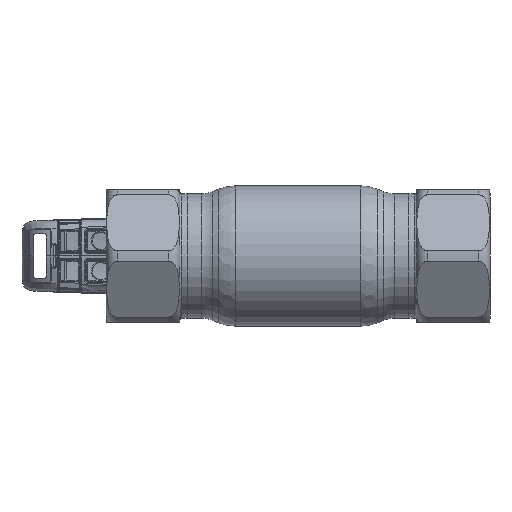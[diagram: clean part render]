
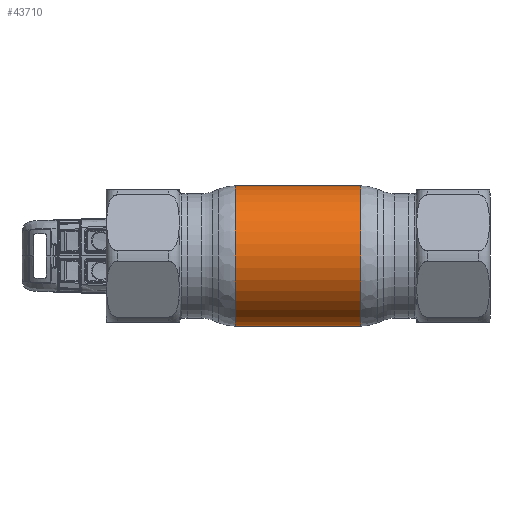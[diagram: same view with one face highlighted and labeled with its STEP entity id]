
A CAD part, front view. The second image highlights one B-rep face of the part: STEP entity #43710.
In plain terms, the highlighted cylindrical face has radius 19 mm (diameter 38 mm), a partial arc.
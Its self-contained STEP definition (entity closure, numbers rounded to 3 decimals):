
#936 = DIRECTION ( 'NONE',  ( -1., 0., 0. ) ) ;
#1963 = CARTESIAN_POINT ( 'NONE',  ( -16.967, 0., -19. ) ) ;
#1988 = CARTESIAN_POINT ( 'NONE',  ( -62.69, 0., 0. ) ) ;
#2854 = EDGE_CURVE ( 'NONE', #59545, #67868, #36674, .T. ) ;
#4760 = CARTESIAN_POINT ( 'NONE',  ( -62.69, 0., -19. ) ) ;
#9576 = DIRECTION ( 'NONE',  ( 0., 0., 1. ) ) ;
#10355 = EDGE_CURVE ( 'NONE', #28317, #34499, #56326, .T. ) ;
#10791 = ORIENTED_EDGE ( 'NONE', *, *, #52274, .F. ) ;
#15369 = DIRECTION ( 'NONE',  ( 0., 0., 1. ) ) ;
#16723 = CYLINDRICAL_SURFACE ( 'NONE', #47314, 19. ) ;
#17063 = DIRECTION ( 'NONE',  ( 0., 0., 1. ) ) ;
#21616 = VECTOR ( 'NONE', #63814, 1000. ) ;
#25691 = DIRECTION ( 'NONE',  ( -1., 0., 0. ) ) ;
#26374 = CARTESIAN_POINT ( 'NONE',  ( -16.967, 0., 0. ) ) ;
#27119 = CARTESIAN_POINT ( 'NONE',  ( 16.967, 0., -19. ) ) ;
#27261 = FACE_OUTER_BOUND ( 'NONE', #40568, .T. ) ;
#28317 = VERTEX_POINT ( 'NONE', #27119 ) ;
#28916 = VECTOR ( 'NONE', #936, 1000. ) ;
#33954 = ORIENTED_EDGE ( 'NONE', *, *, #10355, .T. ) ;
#34499 = VERTEX_POINT ( 'NONE', #65744 ) ;
#36674 = CIRCLE ( 'NONE', #42275, 19. ) ;
#38210 = DIRECTION ( 'NONE',  ( -1., 0., 0. ) ) ;
#40568 = EDGE_LOOP ( 'NONE', ( #10791, #33954, #53030, #46301 ) ) ;
#42275 = AXIS2_PLACEMENT_3D ( 'NONE', #26374, #25691, #9576 ) ;
#42696 = LINE ( 'NONE', #4760, #21616 ) ;
#43710 = ADVANCED_FACE ( 'NONE', ( #27261 ), #16723, .T. ) ;
#46271 = AXIS2_PLACEMENT_3D ( 'NONE', #63574, #63215, #15369 ) ;
#46301 = ORIENTED_EDGE ( 'NONE', *, *, #2854, .F. ) ;
#47269 = CARTESIAN_POINT ( 'NONE',  ( -16.967, 0., 19. ) ) ;
#47314 = AXIS2_PLACEMENT_3D ( 'NONE', #1988, #38210, #17063 ) ;
#49064 = LINE ( 'NONE', #59948, #28916 ) ;
#52274 = EDGE_CURVE ( 'NONE', #28317, #59545, #42696, .T. ) ;
#53030 = ORIENTED_EDGE ( 'NONE', *, *, #65236, .T. ) ;
#56326 = CIRCLE ( 'NONE', #46271, 19. ) ;
#59545 = VERTEX_POINT ( 'NONE', #1963 ) ;
#59948 = CARTESIAN_POINT ( 'NONE',  ( -62.69, 0., 19. ) ) ;
#63215 = DIRECTION ( 'NONE',  ( -1., 0., 0. ) ) ;
#63574 = CARTESIAN_POINT ( 'NONE',  ( 16.967, 0., 0. ) ) ;
#63814 = DIRECTION ( 'NONE',  ( -1., 0., 0. ) ) ;
#65236 = EDGE_CURVE ( 'NONE', #34499, #67868, #49064, .T. ) ;
#65744 = CARTESIAN_POINT ( 'NONE',  ( 16.967, 0., 19. ) ) ;
#67868 = VERTEX_POINT ( 'NONE', #47269 ) ;
